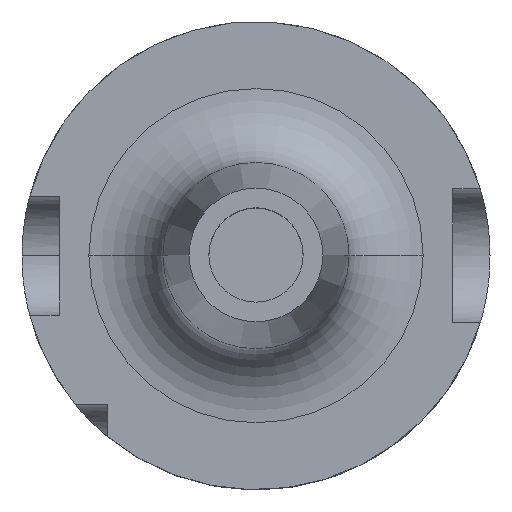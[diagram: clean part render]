
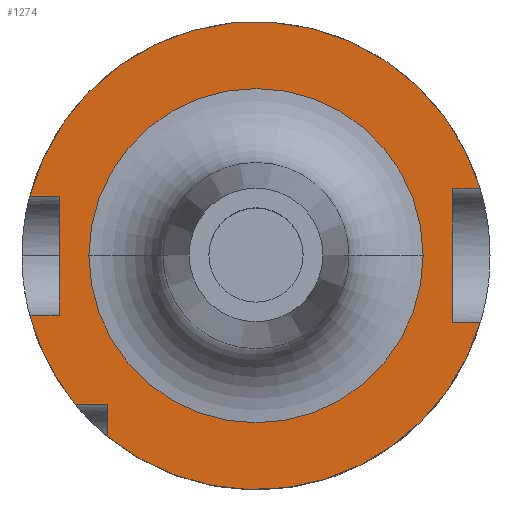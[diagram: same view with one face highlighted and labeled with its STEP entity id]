
A CAD part, top view. The second image highlights one B-rep face of the part: STEP entity #1274.
In plain terms, the highlighted planar face has unit normal (0, 0, 1).
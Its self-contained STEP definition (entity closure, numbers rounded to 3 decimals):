
#45 = CARTESIAN_POINT ( 'NONE',  ( 22.494, 0., 26. ) ) ;
#69 = DIRECTION ( 'NONE',  ( -1., 0., 0. ) ) ;
#114 = CARTESIAN_POINT ( 'NONE',  ( 0., 9., 26. ) ) ;
#134 = DIRECTION ( 'NONE',  ( 1., 0., 0. ) ) ;
#170 = VERTEX_POINT ( 'NONE', #45 ) ;
#174 = EDGE_CURVE ( 'NONE', #2520, #3257, #3310, .T. ) ;
#183 = VECTOR ( 'NONE', #69, 1000. ) ;
#192 = CARTESIAN_POINT ( 'NONE',  ( -30.467, -8., 26. ) ) ;
#204 = DIRECTION ( 'NONE',  ( 0., 0., -1. ) ) ;
#220 = FACE_BOUND ( 'NONE', #586, .T. ) ;
#254 = PLANE ( 'NONE',  #459 ) ;
#264 = VECTOR ( 'NONE', #964, 1000. ) ;
#267 = VERTEX_POINT ( 'NONE', #3190 ) ;
#290 = AXIS2_PLACEMENT_3D ( 'NONE', #1888, #204, #2167 ) ;
#316 = ORIENTED_EDGE ( 'NONE', *, *, #1044, .F. ) ;
#323 = DIRECTION ( 'NONE',  ( 0., 1., 0. ) ) ;
#350 = EDGE_CURVE ( 'NONE', #267, #383, #3052, .T. ) ;
#374 = VECTOR ( 'NONE', #2115, 1000. ) ;
#383 = VERTEX_POINT ( 'NONE', #2379 ) ;
#388 = EDGE_CURVE ( 'NONE', #2545, #170, #2230, .T. ) ;
#432 = CIRCLE ( 'NONE', #1564, 22.494 ) ;
#459 = AXIS2_PLACEMENT_3D ( 'NONE', #822, #1397, #3331 ) ;
#495 = VERTEX_POINT ( 'NONE', #2275 ) ;
#586 = EDGE_LOOP ( 'NONE', ( #1812, #3275 ) ) ;
#627 = CARTESIAN_POINT ( 'NONE',  ( 0., 0., 26. ) ) ;
#659 = VECTOR ( 'NONE', #134, 1000. ) ;
#758 = CIRCLE ( 'NONE', #290, 31.5 ) ;
#822 = CARTESIAN_POINT ( 'NONE',  ( 0., 0., 26. ) ) ;
#834 = LINE ( 'NONE', #2438, #3547 ) ;
#844 = VERTEX_POINT ( 'NONE', #931 ) ;
#853 = VERTEX_POINT ( 'NONE', #2589 ) ;
#863 = ORIENTED_EDGE ( 'NONE', *, *, #2409, .F. ) ;
#909 = DIRECTION ( 'NONE',  ( -1., 0., 0. ) ) ;
#918 = AXIS2_PLACEMENT_3D ( 'NONE', #2947, #1286, #3229 ) ;
#931 = CARTESIAN_POINT ( 'NONE',  ( 30.187, 9., 26. ) ) ;
#964 = DIRECTION ( 'NONE',  ( 1., 0., 0. ) ) ;
#966 = ORIENTED_EDGE ( 'NONE', *, *, #1446, .F. ) ;
#1028 = LINE ( 'NONE', #114, #264 ) ;
#1044 = EDGE_CURVE ( 'NONE', #2205, #2436, #2152, .T. ) ;
#1046 = CIRCLE ( 'NONE', #1861, 31.5 ) ;
#1100 = CARTESIAN_POINT ( 'NONE',  ( 0., 0., 26. ) ) ;
#1201 = ORIENTED_EDGE ( 'NONE', *, *, #2802, .F. ) ;
#1208 = AXIS2_PLACEMENT_3D ( 'NONE', #627, #2569, #909 ) ;
#1274 = ADVANCED_FACE ( 'NONE', ( #220, #2272 ), #254, .T. ) ;
#1286 = DIRECTION ( 'NONE',  ( 0., 0., -1. ) ) ;
#1295 = CIRCLE ( 'NONE', #1208, 31.5 ) ;
#1305 = CARTESIAN_POINT ( 'NONE',  ( -20., -24.336, 26. ) ) ;
#1319 = ORIENTED_EDGE ( 'NONE', *, *, #1572, .T. ) ;
#1392 = DIRECTION ( 'NONE',  ( 1., 0., 0. ) ) ;
#1397 = DIRECTION ( 'NONE',  ( 0., 0., 1. ) ) ;
#1402 = ORIENTED_EDGE ( 'NONE', *, *, #350, .F. ) ;
#1446 = EDGE_CURVE ( 'NONE', #495, #2205, #1295, .T. ) ;
#1564 = AXIS2_PLACEMENT_3D ( 'NONE', #1100, #3041, #1392 ) ;
#1572 = EDGE_CURVE ( 'NONE', #3257, #844, #1028, .T. ) ;
#1602 = DIRECTION ( 'NONE',  ( 0., 0., -1. ) ) ;
#1650 = CARTESIAN_POINT ( 'NONE',  ( 26.5, 9., 26. ) ) ;
#1676 = CARTESIAN_POINT ( 'NONE',  ( -26.5, -8., 26. ) ) ;
#1714 = CARTESIAN_POINT ( 'NONE',  ( 26.5, -9., 26. ) ) ;
#1744 = VECTOR ( 'NONE', #1934, 1000. ) ;
#1755 = EDGE_CURVE ( 'NONE', #853, #2520, #2161, .T. ) ;
#1812 = ORIENTED_EDGE ( 'NONE', *, *, #2798, .T. ) ;
#1843 = CARTESIAN_POINT ( 'NONE',  ( -20., 0., 26. ) ) ;
#1861 = AXIS2_PLACEMENT_3D ( 'NONE', #3254, #1602, #3536 ) ;
#1875 = ORIENTED_EDGE ( 'NONE', *, *, #2378, .F. ) ;
#1877 = LINE ( 'NONE', #1843, #374 ) ;
#1888 = CARTESIAN_POINT ( 'NONE',  ( 0., 0., 26. ) ) ;
#1934 = DIRECTION ( 'NONE',  ( -1., 0., 0. ) ) ;
#1989 = CARTESIAN_POINT ( 'NONE',  ( -22.494, 0., 26. ) ) ;
#2115 = DIRECTION ( 'NONE',  ( 0., 1., 0. ) ) ;
#2152 = LINE ( 'NONE', #2388, #659 ) ;
#2161 = LINE ( 'NONE', #2467, #3551 ) ;
#2167 = DIRECTION ( 'NONE',  ( -1., 0., 0. ) ) ;
#2205 = VERTEX_POINT ( 'NONE', #192 ) ;
#2217 = DIRECTION ( 'NONE',  ( 0., 1., 0. ) ) ;
#2230 = CIRCLE ( 'NONE', #918, 22.494 ) ;
#2272 = FACE_OUTER_BOUND ( 'NONE', #3617, .T. ) ;
#2275 = CARTESIAN_POINT ( 'NONE',  ( -24.336, -20., 26. ) ) ;
#2345 = VERTEX_POINT ( 'NONE', #2688 ) ;
#2378 = EDGE_CURVE ( 'NONE', #383, #844, #758, .T. ) ;
#2379 = CARTESIAN_POINT ( 'NONE',  ( -30.467, 8., 26. ) ) ;
#2388 = CARTESIAN_POINT ( 'NONE',  ( 0., -8., 26. ) ) ;
#2409 = EDGE_CURVE ( 'NONE', #2436, #267, #834, .T. ) ;
#2436 = VERTEX_POINT ( 'NONE', #1676 ) ;
#2438 = CARTESIAN_POINT ( 'NONE',  ( -26.5, 0., 26. ) ) ;
#2467 = CARTESIAN_POINT ( 'NONE',  ( 0., -9., 26. ) ) ;
#2520 = VERTEX_POINT ( 'NONE', #1714 ) ;
#2545 = VERTEX_POINT ( 'NONE', #1989 ) ;
#2554 = VECTOR ( 'NONE', #323, 1000. ) ;
#2569 = DIRECTION ( 'NONE',  ( 0., 0., -1. ) ) ;
#2589 = CARTESIAN_POINT ( 'NONE',  ( 30.187, -9., 26. ) ) ;
#2688 = CARTESIAN_POINT ( 'NONE',  ( -20., -20., 26. ) ) ;
#2757 = DIRECTION ( 'NONE',  ( -1., 0., 0. ) ) ;
#2780 = ORIENTED_EDGE ( 'NONE', *, *, #174, .T. ) ;
#2798 = EDGE_CURVE ( 'NONE', #170, #2545, #432, .T. ) ;
#2802 = EDGE_CURVE ( 'NONE', #2345, #495, #3218, .T. ) ;
#2947 = CARTESIAN_POINT ( 'NONE',  ( 0., 0., 26. ) ) ;
#3041 = DIRECTION ( 'NONE',  ( 0., 0., -1. ) ) ;
#3052 = LINE ( 'NONE', #3426, #183 ) ;
#3093 = CARTESIAN_POINT ( 'NONE',  ( 26.5, 0., 26. ) ) ;
#3106 = EDGE_CURVE ( 'NONE', #3587, #2345, #1877, .T. ) ;
#3182 = EDGE_CURVE ( 'NONE', #853, #3587, #1046, .T. ) ;
#3190 = CARTESIAN_POINT ( 'NONE',  ( -26.5, 8., 26. ) ) ;
#3218 = LINE ( 'NONE', #3318, #1744 ) ;
#3229 = DIRECTION ( 'NONE',  ( 1., 0., 0. ) ) ;
#3254 = CARTESIAN_POINT ( 'NONE',  ( 0., 0., 26. ) ) ;
#3257 = VERTEX_POINT ( 'NONE', #1650 ) ;
#3275 = ORIENTED_EDGE ( 'NONE', *, *, #388, .T. ) ;
#3310 = LINE ( 'NONE', #3093, #2554 ) ;
#3318 = CARTESIAN_POINT ( 'NONE',  ( 0., -20., 26. ) ) ;
#3324 = ORIENTED_EDGE ( 'NONE', *, *, #3106, .F. ) ;
#3331 = DIRECTION ( 'NONE',  ( 1., 0., 0. ) ) ;
#3426 = CARTESIAN_POINT ( 'NONE',  ( 0., 8., 26. ) ) ;
#3536 = DIRECTION ( 'NONE',  ( -1., 0., 0. ) ) ;
#3547 = VECTOR ( 'NONE', #2217, 1000. ) ;
#3551 = VECTOR ( 'NONE', #2757, 1000. ) ;
#3567 = ORIENTED_EDGE ( 'NONE', *, *, #1755, .T. ) ;
#3587 = VERTEX_POINT ( 'NONE', #1305 ) ;
#3605 = ORIENTED_EDGE ( 'NONE', *, *, #3182, .F. ) ;
#3617 = EDGE_LOOP ( 'NONE', ( #1201, #3324, #3605, #3567, #2780, #1319, #1875, #1402, #863, #316, #966 ) ) ;
